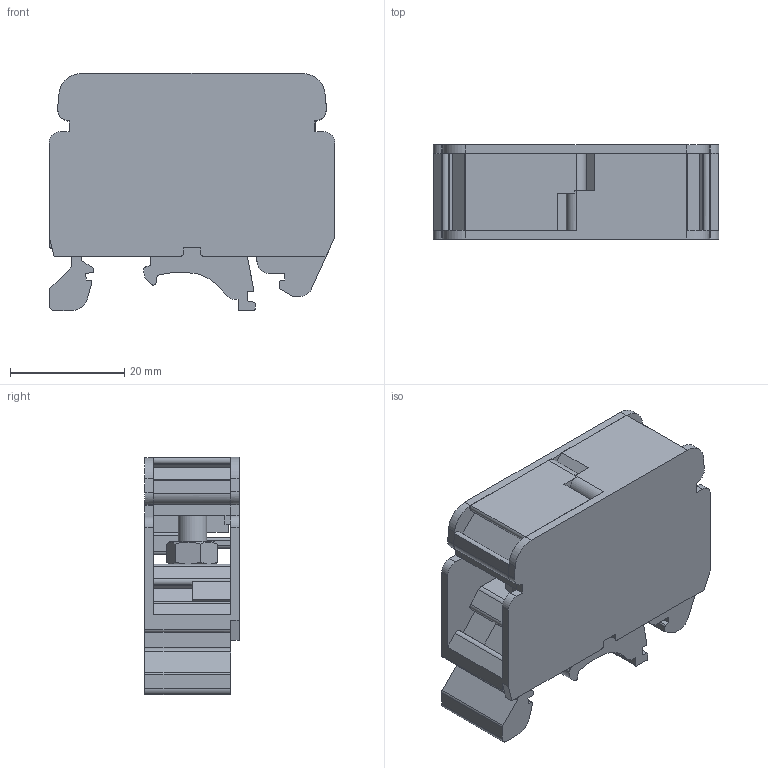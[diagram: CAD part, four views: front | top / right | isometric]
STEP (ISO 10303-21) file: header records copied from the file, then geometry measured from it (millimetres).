
FILE_DESCRIPTION(/* description */ ('Unknown'),/* implementation_level */ '2;1');
FILE_NAME(/* name */ 'KBTM5-15C_GY_3D',/* time_stamp */ '2019-10-01T16:52:32+05:00',/* author */ ('Unknown'),/* organization */ ('Unknown'),/* preprocessor_version */ 'ST-DEVELOPER v16.7',/* originating_system */ 'DEX',/* authorisation */ $);
FILE_SCHEMA (('AUTOMOTIVE_DESIGN {1 0 10303 214 3 1 1}'));
Length unit declared in the file: millimetre
Products named in the file (1): KBTM5-15C
Bounding box: 50 x 16.5 x 41.5 mm (x, y, z)
Volume: 17737.4 mm3; surface area: 11856.5 mm2
Topology: 1 solids, 5 shells, 316 faces, 904 edges, 589 vertices
Faces by surface type: plane 227, cylinder 77, cone 6, sphere 6
Full cylindrical faces by diameter (mm): 5 x2
Entity records: 12315 total; most frequent: CARTESIAN_POINT 1878, ORIENTED_EDGE 1746, DIRECTION 1661, EDGE_CURVE 873, LINE 663, VECTOR 663, VERTEX_POINT 576, AXIS2_PLACEMENT_3D 499
